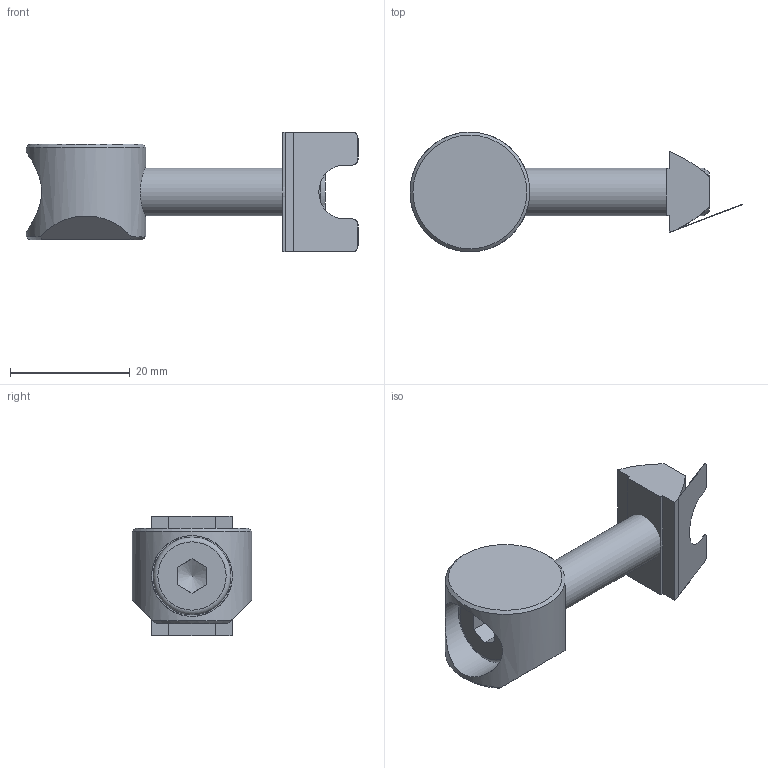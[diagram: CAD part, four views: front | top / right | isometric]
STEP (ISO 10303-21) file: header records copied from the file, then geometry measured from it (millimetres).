
FILE_DESCRIPTION(/* description */ ('Šroub DIN 7984'),/* implementation_level */ '2;1');
FILE_NAME(/* name */ '312040.stp',/* time_stamp */ '2014-02-20T13:23:08+01:00',/* author */ ('VeronikaF'),/* organization */ (''),/* preprocessor_version */ 'ST-DEVELOPER v15.2',/* originating_system */ 'Autodesk Inventor 2014',/* authorisation */ '');
FILE_SCHEMA (('AUTOMOTIVE_DESIGN { 1 0 10303 214 3 1 1 }'));
Length unit declared in the file: millimetre
Products named in the file (4): 200840; 210482; 312040_001; 312040
Bounding box: 55.44 x 20 x 20 mm (x, y, z)
Volume: 6699.4 mm3; surface area: 4844.5 mm2
Topology: 3 solids, 3 shells, 51 faces, 127 edges, 83 vertices
Faces by surface type: plane 31, cylinder 13, cone 5, torus 2
Full cylindrical faces by diameter (mm): 6.647 x1, 8 x1, 8.5 x1, 13 x1, 13.5 x1, 20 x1
Entity records: 1603 total; most frequent: CARTESIAN_POINT 364, DIRECTION 249, ORIENTED_EDGE 226, EDGE_CURVE 113, AXIS2_PLACEMENT_3D 92, VERTEX_POINT 80, EDGE_LOOP 67, LINE 65
